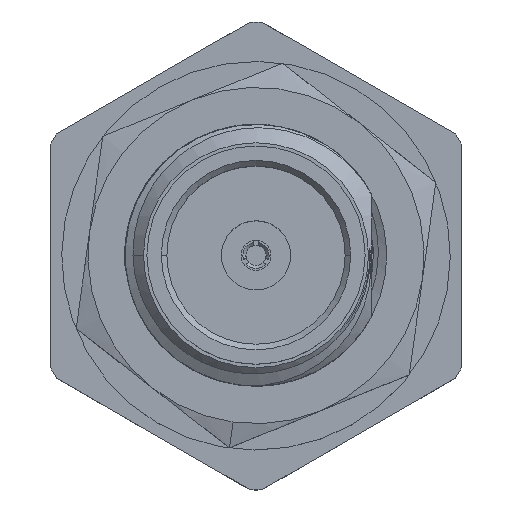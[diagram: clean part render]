
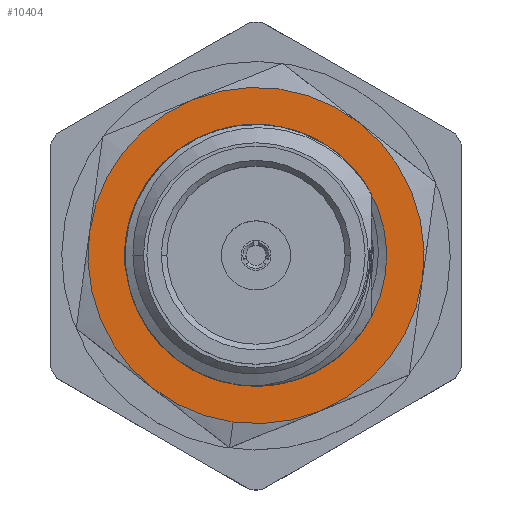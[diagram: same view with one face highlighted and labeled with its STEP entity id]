
A CAD part, top view. The second image highlights one B-rep face of the part: STEP entity #10404.
In plain terms, the highlighted planar face has unit normal (0, 0, 1).
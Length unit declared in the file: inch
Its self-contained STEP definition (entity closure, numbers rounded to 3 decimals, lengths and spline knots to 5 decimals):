
#75 = EDGE_CURVE ( 'NONE', #8656, #17201, #15601, .T. ) ;
#414 = CIRCLE ( 'NONE', #8462, 0.1378 ) ;
#636 = ORIENTED_EDGE ( 'NONE', *, *, #10111, .F. ) ;
#963 = ORIENTED_EDGE ( 'NONE', *, *, #7098, .F. ) ;
#1226 = CARTESIAN_POINT ( 'NONE',  ( -0.13315, -0.03594, 0.06299 ) ) ;
#1249 = DIRECTION ( 'NONE',  ( 0., 0., 1. ) ) ;
#1344 = CARTESIAN_POINT ( 'NONE',  ( -0.13543, -0.02879, 0.06299 ) ) ;
#1346 = CARTESIAN_POINT ( 'NONE',  ( 0., -0.1378, 0.06299 ) ) ;
#1514 = CARTESIAN_POINT ( 'NONE',  ( 0., 0., 0.06299 ) ) ;
#1931 = EDGE_CURVE ( 'NONE', #23677, #3938, #19489, .T. ) ;
#2347 = VERTEX_POINT ( 'NONE', #1346 ) ;
#2780 = ORIENTED_EDGE ( 'NONE', *, *, #5024, .T. ) ;
#2969 = CARTESIAN_POINT ( 'NONE',  ( 0., 0., 0.06299 ) ) ;
#3100 = CIRCLE ( 'NONE', #6168, 0.17717 ) ;
#3332 = DIRECTION ( 'NONE',  ( 0., 0., -1. ) ) ;
#3505 = CARTESIAN_POINT ( 'NONE',  ( -0.10289, 0.09265, 0.06299 ) ) ;
#3704 = CARTESIAN_POINT ( 'NONE',  ( 0., 0., 0.06299 ) ) ;
#3737 = CARTESIAN_POINT ( 'NONE',  ( 0., 0., 0.06299 ) ) ;
#3836 = CARTESIAN_POINT ( 'NONE',  ( -0.09456, 0.10023, 0.06299 ) ) ;
#3938 = VERTEX_POINT ( 'NONE', #18545 ) ;
#4127 = CIRCLE ( 'NONE', #17516, 0.17717 ) ;
#4279 = CARTESIAN_POINT ( 'NONE',  ( 0., -0.17717, 0.06299 ) ) ;
#4346 = CARTESIAN_POINT ( 'NONE',  ( -0.13543, -0.02879, 0.06299 ) ) ;
#4352 = ORIENTED_EDGE ( 'NONE', *, *, #9408, .T. ) ;
#4534 = CARTESIAN_POINT ( 'NONE',  ( -0.13201, -0.03952, 0.06299 ) ) ;
#4565 = CARTESIAN_POINT ( 'NONE',  ( 0., 0.1378, 0.06299 ) ) ;
#4569 = B_SPLINE_CURVE_WITH_KNOTS ( 'NONE', 3,
 ( #8649, #1226, #21480, #1344 ),
 .UNSPECIFIED., .F., .F.,
 ( 4, 4 ),
 ( 0., 1. ),
 .UNSPECIFIED. ) ;
#4763 = DIRECTION ( 'NONE',  ( 0., 0., -1. ) ) ;
#4911 = EDGE_CURVE ( 'NONE', #18741, #2347, #23458, .T. ) ;
#5024 = EDGE_CURVE ( 'NONE', #11981, #6218, #13133, .T. ) ;
#5272 = AXIS2_PLACEMENT_3D ( 'NONE', #5416, #20043, #20162 ) ;
#5416 = CARTESIAN_POINT ( 'NONE',  ( 0., 0., 0.06299 ) ) ;
#5623 = DIRECTION ( 'NONE',  ( 0., 0., -1. ) ) ;
#6067 = CARTESIAN_POINT ( 'NONE',  ( 0.08858, -0.15343, 0.06299 ) ) ;
#6116 = AXIS2_PLACEMENT_3D ( 'NONE', #10440, #17748, #10559 ) ;
#6168 = AXIS2_PLACEMENT_3D ( 'NONE', #14621, #5623, #12820 ) ;
#6218 = VERTEX_POINT ( 'NONE', #9111 ) ;
#6370 = EDGE_CURVE ( 'NONE', #7216, #18741, #414, .T. ) ;
#6513 = VERTEX_POINT ( 'NONE', #4534 ) ;
#6637 = FACE_OUTER_BOUND ( 'NONE', #9289, .T. ) ;
#6782 = DIRECTION ( 'NONE',  ( 0., 0., -1. ) ) ;
#7098 = EDGE_CURVE ( 'NONE', #8921, #8656, #3100, .T. ) ;
#7134 = ORIENTED_EDGE ( 'NONE', *, *, #20435, .F. ) ;
#7216 = VERTEX_POINT ( 'NONE', #3836 ) ;
#7230 = CARTESIAN_POINT ( 'NONE',  ( 0.08858, 0.15343, 0.06299 ) ) ;
#7400 = EDGE_CURVE ( 'NONE', #22691, #23677, #12579, .T. ) ;
#8295 = CARTESIAN_POINT ( 'NONE',  ( 0., 0., 0.06299 ) ) ;
#8390 = ORIENTED_EDGE ( 'NONE', *, *, #12024, .T. ) ;
#8462 = AXIS2_PLACEMENT_3D ( 'NONE', #9589, #17007, #16895 ) ;
#8649 = CARTESIAN_POINT ( 'NONE',  ( -0.13201, -0.03952, 0.06299 ) ) ;
#8656 = VERTEX_POINT ( 'NONE', #20089 ) ;
#8716 = AXIS2_PLACEMENT_3D ( 'NONE', #19227, #1249, #13709 ) ;
#8921 = VERTEX_POINT ( 'NONE', #7230 ) ;
#9111 = CARTESIAN_POINT ( 'NONE',  ( -0.13846, 0., 0.06299 ) ) ;
#9129 = DIRECTION ( 'NONE',  ( 0., 0., -1. ) ) ;
#9289 = EDGE_LOOP ( 'NONE', ( #636, #11955, #18945, #20787, #7134, #18651, #963 ) ) ;
#9408 = EDGE_CURVE ( 'NONE', #17880, #7216, #11969, .T. ) ;
#9448 = CARTESIAN_POINT ( 'NONE',  ( 0., 0., 0.06299 ) ) ;
#9582 = CIRCLE ( 'NONE', #10717, 0.1378 ) ;
#9589 = CARTESIAN_POINT ( 'NONE',  ( 0., 0., 0.06299 ) ) ;
#10111 = EDGE_CURVE ( 'NONE', #22160, #8921, #15225, .T. ) ;
#10404 = ADVANCED_FACE ( 'NONE', ( #17421, #6637 ), #15624, .T. ) ;
#10440 = CARTESIAN_POINT ( 'NONE',  ( 0., 0., 0.06299 ) ) ;
#10559 = DIRECTION ( 'NONE',  ( 1., 0., 0. ) ) ;
#10717 = AXIS2_PLACEMENT_3D ( 'NONE', #3704, #23347, #10890 ) ;
#10734 = CARTESIAN_POINT ( 'NONE',  ( -0.10012, 0.09517, 0.06299 ) ) ;
#10890 = DIRECTION ( 'NONE',  ( 1., 0., 0. ) ) ;
#10921 = DIRECTION ( 'NONE',  ( 1., 0., 0. ) ) ;
#11041 = DIRECTION ( 'NONE',  ( 1., 0., 0. ) ) ;
#11402 = EDGE_CURVE ( 'NONE', #3938, #22160, #4127, .T. ) ;
#11536 = DIRECTION ( 'NONE',  ( 0., 0., -1. ) ) ;
#11955 = ORIENTED_EDGE ( 'NONE', *, *, #11402, .F. ) ;
#11969 = B_SPLINE_CURVE_WITH_KNOTS ( 'NONE', 3,
 ( #19849, #10734, #14796, #22000 ),
 .UNSPECIFIED., .F., .F.,
 ( 4, 4 ),
 ( 0., 1. ),
 .UNSPECIFIED. ) ;
#11981 = VERTEX_POINT ( 'NONE', #4346 ) ;
#12024 = EDGE_CURVE ( 'NONE', #6513, #11981, #4569, .T. ) ;
#12300 = DIRECTION ( 'NONE',  ( 1., 0., 0. ) ) ;
#12579 = CIRCLE ( 'NONE', #14098, 0.17717 ) ;
#12820 = DIRECTION ( 'NONE',  ( 1., 0., 0. ) ) ;
#13105 = CARTESIAN_POINT ( 'NONE',  ( -0.08858, 0.15343, 0.06299 ) ) ;
#13133 = CIRCLE ( 'NONE', #18116, 0.13846 ) ;
#13276 = EDGE_LOOP ( 'NONE', ( #4352, #16966, #17262, #15492, #8390, #2780, #19180 ) ) ;
#13300 = AXIS2_PLACEMENT_3D ( 'NONE', #1514, #6782, #12300 ) ;
#13709 = DIRECTION ( 'NONE',  ( 1., 0., 0. ) ) ;
#13762 = CIRCLE ( 'NONE', #6116, 0.13846 ) ;
#14098 = AXIS2_PLACEMENT_3D ( 'NONE', #2969, #3332, #23453 ) ;
#14404 = DIRECTION ( 'NONE',  ( 0., 0., -1. ) ) ;
#14621 = CARTESIAN_POINT ( 'NONE',  ( 0., 0., 0.06299 ) ) ;
#14796 = CARTESIAN_POINT ( 'NONE',  ( -0.09734, 0.0977, 0.06299 ) ) ;
#15053 = AXIS2_PLACEMENT_3D ( 'NONE', #3737, #9129, #10921 ) ;
#15225 = CIRCLE ( 'NONE', #13300, 0.17717 ) ;
#15272 = AXIS2_PLACEMENT_3D ( 'NONE', #8295, #11536, #18849 ) ;
#15492 = ORIENTED_EDGE ( 'NONE', *, *, #20234, .T. ) ;
#15601 = CIRCLE ( 'NONE', #5272, 0.17717 ) ;
#15624 = PLANE ( 'NONE',  #8716 ) ;
#16746 = DIRECTION ( 'NONE',  ( 1., 0., 0. ) ) ;
#16895 = DIRECTION ( 'NONE',  ( 1., 0., 0. ) ) ;
#16966 = ORIENTED_EDGE ( 'NONE', *, *, #6370, .T. ) ;
#17007 = DIRECTION ( 'NONE',  ( 0., 0., -1. ) ) ;
#17201 = VERTEX_POINT ( 'NONE', #6067 ) ;
#17262 = ORIENTED_EDGE ( 'NONE', *, *, #4911, .T. ) ;
#17421 = FACE_BOUND ( 'NONE', #13276, .T. ) ;
#17516 = AXIS2_PLACEMENT_3D ( 'NONE', #9448, #23688, #16746 ) ;
#17748 = DIRECTION ( 'NONE',  ( 0., 0., -1. ) ) ;
#17880 = VERTEX_POINT ( 'NONE', #3505 ) ;
#18116 = AXIS2_PLACEMENT_3D ( 'NONE', #21722, #14404, #11041 ) ;
#18545 = CARTESIAN_POINT ( 'NONE',  ( -0.17717, 0., 0.06299 ) ) ;
#18651 = ORIENTED_EDGE ( 'NONE', *, *, #75, .F. ) ;
#18741 = VERTEX_POINT ( 'NONE', #4565 ) ;
#18849 = DIRECTION ( 'NONE',  ( 1., 0., 0. ) ) ;
#18945 = ORIENTED_EDGE ( 'NONE', *, *, #1931, .F. ) ;
#18989 = EDGE_CURVE ( 'NONE', #6218, #17880, #13762, .T. ) ;
#19180 = ORIENTED_EDGE ( 'NONE', *, *, #18989, .T. ) ;
#19227 = CARTESIAN_POINT ( 'NONE',  ( 0., 0.17717, 0.06299 ) ) ;
#19489 = CIRCLE ( 'NONE', #15272, 0.17717 ) ;
#19849 = CARTESIAN_POINT ( 'NONE',  ( -0.10289, 0.09265, 0.06299 ) ) ;
#20043 = DIRECTION ( 'NONE',  ( 0., 0., -1. ) ) ;
#20089 = CARTESIAN_POINT ( 'NONE',  ( 0.17717, 0., 0.06299 ) ) ;
#20162 = DIRECTION ( 'NONE',  ( 1., 0., 0. ) ) ;
#20234 = EDGE_CURVE ( 'NONE', #2347, #6513, #9582, .T. ) ;
#20435 = EDGE_CURVE ( 'NONE', #17201, #22691, #22198, .T. ) ;
#20787 = ORIENTED_EDGE ( 'NONE', *, *, #7400, .F. ) ;
#21191 = CARTESIAN_POINT ( 'NONE',  ( 0., 0., 0.06299 ) ) ;
#21480 = CARTESIAN_POINT ( 'NONE',  ( -0.13429, -0.03236, 0.06299 ) ) ;
#21722 = CARTESIAN_POINT ( 'NONE',  ( 0., 0., 0.06299 ) ) ;
#21827 = AXIS2_PLACEMENT_3D ( 'NONE', #21191, #4763, #23087 ) ;
#22000 = CARTESIAN_POINT ( 'NONE',  ( -0.09456, 0.10023, 0.06299 ) ) ;
#22160 = VERTEX_POINT ( 'NONE', #13105 ) ;
#22198 = CIRCLE ( 'NONE', #21827, 0.17717 ) ;
#22316 = CARTESIAN_POINT ( 'NONE',  ( -0.08858, -0.15343, 0.06299 ) ) ;
#22691 = VERTEX_POINT ( 'NONE', #4279 ) ;
#23087 = DIRECTION ( 'NONE',  ( 1., 0., 0. ) ) ;
#23347 = DIRECTION ( 'NONE',  ( 0., 0., -1. ) ) ;
#23453 = DIRECTION ( 'NONE',  ( 1., 0., 0. ) ) ;
#23458 = CIRCLE ( 'NONE', #15053, 0.1378 ) ;
#23677 = VERTEX_POINT ( 'NONE', #22316 ) ;
#23688 = DIRECTION ( 'NONE',  ( 0., 0., -1. ) ) ;
